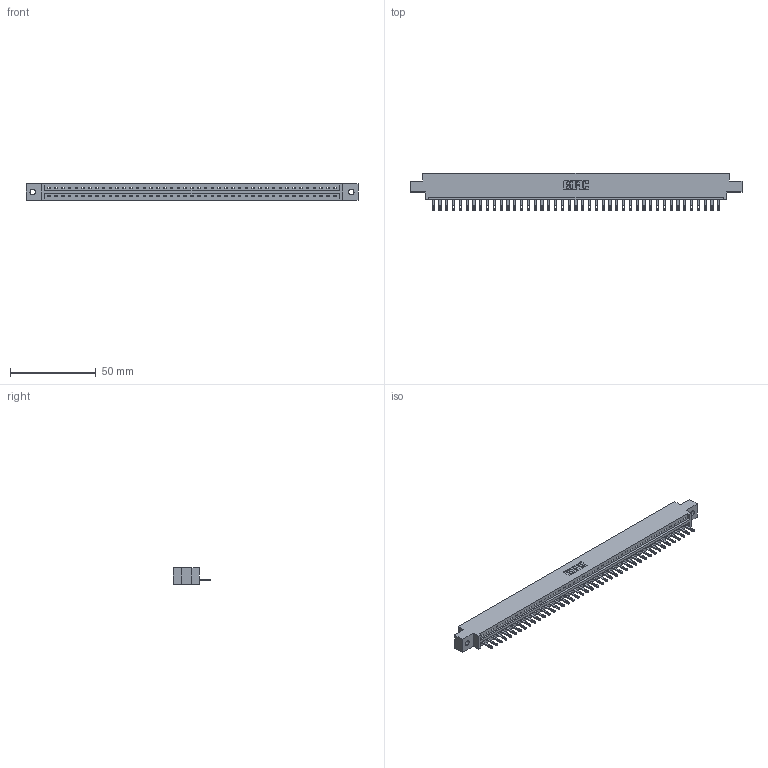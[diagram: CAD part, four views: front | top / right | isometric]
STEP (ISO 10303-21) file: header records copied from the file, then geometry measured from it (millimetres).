
FILE_DESCRIPTION (( 'STEP AP203' ), '1' );
FILE_NAME ('337-043-500-602.STEP', '2018-08-09T02:24:08', ( '' ), ( '' ), 'SwSTEP 2.0', 'SolidWorks 2016', '' );
FILE_SCHEMA (( 'CONFIG_CONTROL_DESIGN' ));
Length unit declared in the file: inch
Products named in the file (3): 337 Part_0.170 Offset - 0.128 Dia; 345-292-001_345-293-100; 337-043-500-602
Assembly tree (44 placements, depth 2):
  337-043-500-602
    337 Part_0.170 Offset - 0.128 Dia
    345-292-001_345-293-100  x43
Bounding box: 193.4 x 21.85 x 9.4 mm (x, y, z)
Volume: 19985.2 mm3; surface area: 20584.2 mm2
Topology: 44 solids, 44 shells, 2612 faces, 8063 edges, 5374 vertices
Faces by surface type: plane 1794, cylinder 818
Entity records: 31899 total; most frequent: CARTESIAN_POINT 5563, ORIENTED_EDGE 5542, DIRECTION 4681, EDGE_CURVE 2771, VECTOR 2639, LINE 2639, VERTEX_POINT 1846, AXIS2_PLACEMENT_3D 1021
